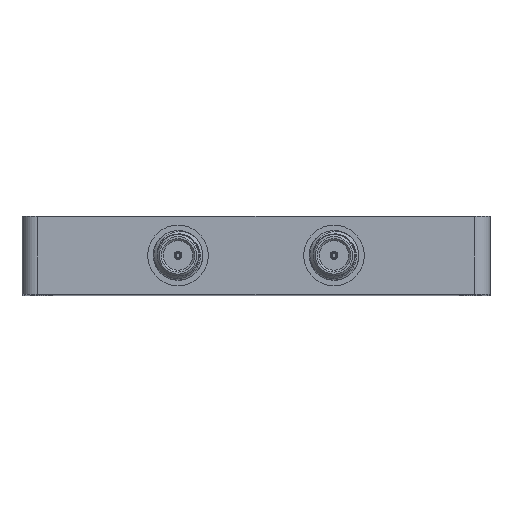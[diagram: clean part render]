
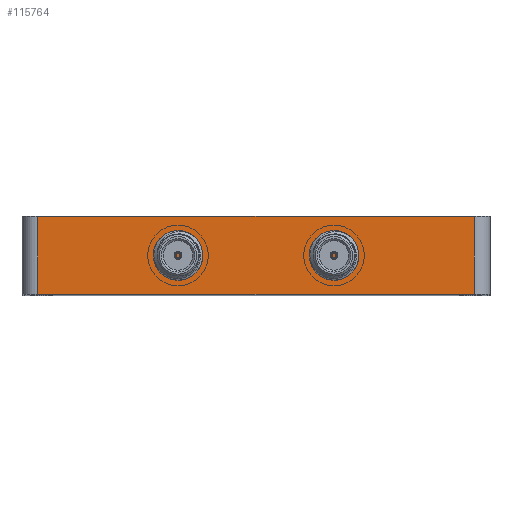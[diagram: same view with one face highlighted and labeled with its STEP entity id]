
A CAD part, top view. The second image highlights one B-rep face of the part: STEP entity #115764.
In plain terms, the highlighted planar face has unit normal (0, 0, 1).
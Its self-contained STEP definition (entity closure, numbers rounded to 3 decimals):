
#3193 = DIRECTION ( 'NONE',  ( 1., 0., 0. ) ) ;
#3562 = EDGE_CURVE ( 'NONE', #166492, #16171, #73617, .T. ) ;
#4700 = EDGE_CURVE ( 'NONE', #352225, #16171, #150822, .T. ) ;
#16171 = VERTEX_POINT ( 'NONE', #229086 ) ;
#24045 = ORIENTED_EDGE ( 'NONE', *, *, #3562, .F. ) ;
#49403 = DIRECTION ( 'NONE',  ( -1., 0., 0. ) ) ;
#57877 = ORIENTED_EDGE ( 'NONE', *, *, #304837, .T. ) ;
#64896 = DIRECTION ( 'NONE',  ( 0., -1., 0. ) ) ;
#71948 = CARTESIAN_POINT ( 'NONE',  ( -28., 5., 38. ) ) ;
#73617 = LINE ( 'NONE', #297329, #277732 ) ;
#80455 = ORIENTED_EDGE ( 'NONE', *, *, #101053, .T. ) ;
#101053 = EDGE_CURVE ( 'NONE', #166492, #271972, #150875, .T. ) ;
#115764 = ADVANCED_FACE ( 'NONE', ( #239228 ), #130052, .F. ) ;
#130052 = PLANE ( 'NONE',  #252110 ) ;
#130950 = DIRECTION ( 'NONE',  ( 1., 0., 0. ) ) ;
#130998 = DIRECTION ( 'NONE',  ( 0., 1., 0. ) ) ;
#141269 = ORIENTED_EDGE ( 'NONE', *, *, #4700, .T. ) ;
#150822 = LINE ( 'NONE', #261728, #157686 ) ;
#150875 = LINE ( 'NONE', #71948, #289823 ) ;
#153682 = VECTOR ( 'NONE', #3193, 1000. ) ;
#157686 = VECTOR ( 'NONE', #130998, 1000. ) ;
#165964 = CARTESIAN_POINT ( 'NONE',  ( 28., -5., 38. ) ) ;
#166492 = VERTEX_POINT ( 'NONE', #317378 ) ;
#214137 = CARTESIAN_POINT ( 'NONE',  ( -30., 5., 38. ) ) ;
#218235 = EDGE_LOOP ( 'NONE', ( #24045, #80455, #57877, #141269 ) ) ;
#225822 = CARTESIAN_POINT ( 'NONE',  ( -28., -5., 38. ) ) ;
#226979 = LINE ( 'NONE', #304006, #153682 ) ;
#229086 = CARTESIAN_POINT ( 'NONE',  ( 28., 5., 38. ) ) ;
#239228 = FACE_OUTER_BOUND ( 'NONE', #218235, .T. ) ;
#252110 = AXIS2_PLACEMENT_3D ( 'NONE', #214137, #348448, #49403 ) ;
#261728 = CARTESIAN_POINT ( 'NONE',  ( 28., 5., 38. ) ) ;
#271972 = VERTEX_POINT ( 'NONE', #225822 ) ;
#277732 = VECTOR ( 'NONE', #130950, 1000. ) ;
#289823 = VECTOR ( 'NONE', #64896, 1000. ) ;
#297329 = CARTESIAN_POINT ( 'NONE',  ( -30., 5., 38. ) ) ;
#304006 = CARTESIAN_POINT ( 'NONE',  ( -30., -5., 38. ) ) ;
#304837 = EDGE_CURVE ( 'NONE', #271972, #352225, #226979, .T. ) ;
#317378 = CARTESIAN_POINT ( 'NONE',  ( -28., 5., 38. ) ) ;
#348448 = DIRECTION ( 'NONE',  ( 0., 0., -1. ) ) ;
#352225 = VERTEX_POINT ( 'NONE', #165964 ) ;
